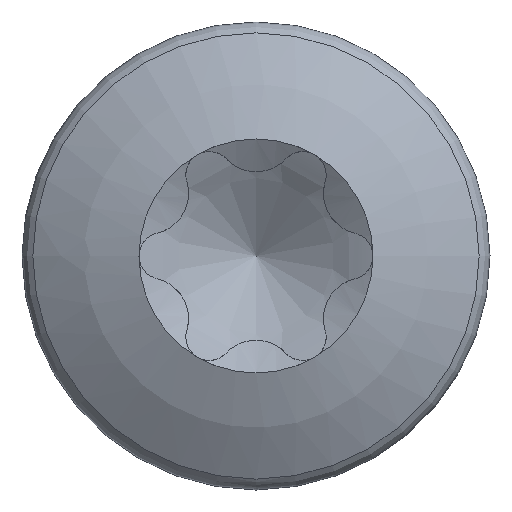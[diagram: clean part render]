
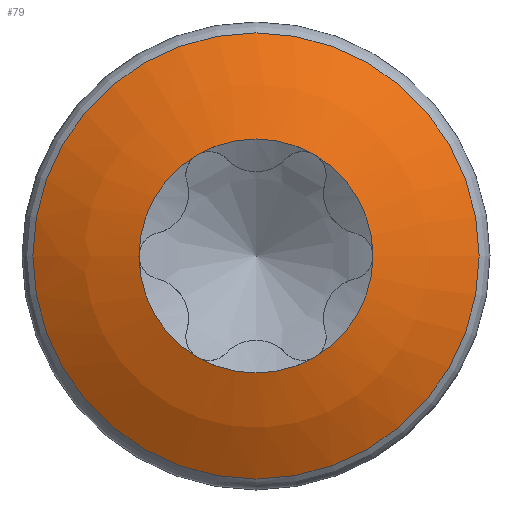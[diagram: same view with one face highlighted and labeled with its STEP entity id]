
A CAD part, left-side view. The second image highlights one B-rep face of the part: STEP entity #79.
In plain terms, the highlighted spherical face has radius 5 mm.
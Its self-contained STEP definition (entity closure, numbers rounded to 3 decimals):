
#79 = ADVANCED_FACE( '', ( #169, #170 ), #171, .T. );
#169 = FACE_OUTER_BOUND( '', #273, .T. );
#170 = FACE_OUTER_BOUND( '', #274, .T. );
#171 = SPHERICAL_SURFACE( '', #275, 5. );
#273 = EDGE_LOOP( '', ( #430, #431, #432, #433, #434, #435 ) );
#274 = EDGE_LOOP( '', ( #436 ) );
#275 = AXIS2_PLACEMENT_3D( '', #437, #438, #439 );
#430 = ORIENTED_EDGE( '', *, *, #612, .T. );
#431 = ORIENTED_EDGE( '', *, *, #613, .T. );
#432 = ORIENTED_EDGE( '', *, *, #614, .T. );
#433 = ORIENTED_EDGE( '', *, *, #563, .T. );
#434 = ORIENTED_EDGE( '', *, *, #607, .T. );
#435 = ORIENTED_EDGE( '', *, *, #580, .T. );
#436 = ORIENTED_EDGE( '', *, *, #571, .F. );
#437 = CARTESIAN_POINT( '', ( 2.4, 0., 0. ) );
#438 = DIRECTION( '', ( 1., 0., 0. ) );
#439 = DIRECTION( '', ( 0., 1., 0. ) );
#563 = EDGE_CURVE( '', #653, #651, #654, .T. );
#571 = EDGE_CURVE( '', #666, #666, #667, .T. );
#580 = EDGE_CURVE( '', #682, #674, #683, .T. );
#607 = EDGE_CURVE( '', #651, #682, #723, .T. );
#612 = EDGE_CURVE( '', #674, #697, #729, .T. );
#613 = EDGE_CURVE( '', #697, #730, #731, .T. );
#614 = EDGE_CURVE( '', #730, #653, #732, .T. );
#651 = VERTEX_POINT( '', #785 );
#653 = VERTEX_POINT( '', #792 );
#654 = CIRCLE( '', #793, 1.4 );
#666 = VERTEX_POINT( '', #830 );
#667 = CIRCLE( '', #831, 2.669 );
#674 = VERTEX_POINT( '', #839 );
#682 = VERTEX_POINT( '', #867 );
#683 = CIRCLE( '', #868, 1.4 );
#697 = VERTEX_POINT( '', #916 );
#723 = CIRCLE( '', #1005, 1.4 );
#729 = CIRCLE( '', #1016, 1.4 );
#730 = VERTEX_POINT( '', #1017 );
#731 = CIRCLE( '', #1018, 1.4 );
#732 = CIRCLE( '', #1019, 1.4 );
#785 = CARTESIAN_POINT( '', ( -2.4, -1.4, 0. ) );
#792 = CARTESIAN_POINT( '', ( -2.4, -0.7, 1.212 ) );
#793 = AXIS2_PLACEMENT_3D( '', #1131, #1132, #1133 );
#830 = CARTESIAN_POINT( '', ( -1.828, 0., -2.669 ) );
#831 = AXIS2_PLACEMENT_3D( '', #1136, #1137, #1138 );
#839 = CARTESIAN_POINT( '', ( -2.4, 0.7, -1.212 ) );
#867 = CARTESIAN_POINT( '', ( -2.4, -0.7, -1.212 ) );
#868 = AXIS2_PLACEMENT_3D( '', #1144, #1145, #1146 );
#916 = CARTESIAN_POINT( '', ( -2.4, 1.4, 0. ) );
#1005 = AXIS2_PLACEMENT_3D( '', #1158, #1159, #1160 );
#1016 = AXIS2_PLACEMENT_3D( '', #1164, #1165, #1166 );
#1017 = CARTESIAN_POINT( '', ( -2.4, 0.7, 1.212 ) );
#1018 = AXIS2_PLACEMENT_3D( '', #1167, #1168, #1169 );
#1019 = AXIS2_PLACEMENT_3D( '', #1170, #1171, #1172 );
#1131 = CARTESIAN_POINT( '', ( -2.4, 0., 0. ) );
#1132 = DIRECTION( '', ( 1., 0., 0. ) );
#1133 = DIRECTION( '', ( 0., 0., -1. ) );
#1136 = CARTESIAN_POINT( '', ( -1.828, 0., 0. ) );
#1137 = DIRECTION( '', ( 1., 0., 0. ) );
#1138 = DIRECTION( '', ( 0., 0., -1. ) );
#1144 = CARTESIAN_POINT( '', ( -2.4, 0., 0. ) );
#1145 = DIRECTION( '', ( 1., 0., 0. ) );
#1146 = DIRECTION( '', ( 0., 0., -1. ) );
#1158 = CARTESIAN_POINT( '', ( -2.4, 0., 0. ) );
#1159 = DIRECTION( '', ( 1., 0., 0. ) );
#1160 = DIRECTION( '', ( 0., 0., -1. ) );
#1164 = CARTESIAN_POINT( '', ( -2.4, 0., 0. ) );
#1165 = DIRECTION( '', ( 1., 0., 0. ) );
#1166 = DIRECTION( '', ( 0., 0., -1. ) );
#1167 = CARTESIAN_POINT( '', ( -2.4, 0., 0. ) );
#1168 = DIRECTION( '', ( 1., 0., 0. ) );
#1169 = DIRECTION( '', ( 0., 0., -1. ) );
#1170 = CARTESIAN_POINT( '', ( -2.4, 0., 0. ) );
#1171 = DIRECTION( '', ( 1., 0., 0. ) );
#1172 = DIRECTION( '', ( 0., 0., -1. ) );
